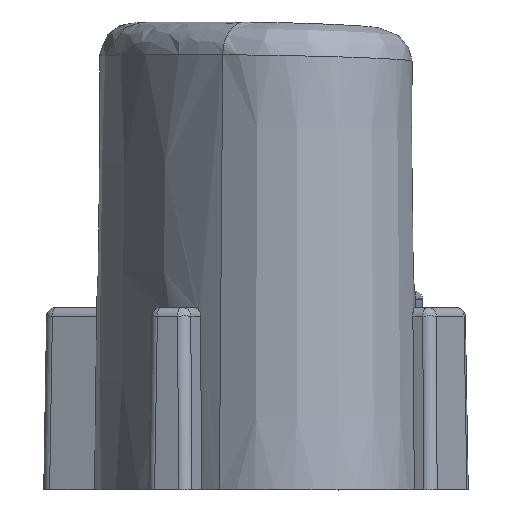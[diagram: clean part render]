
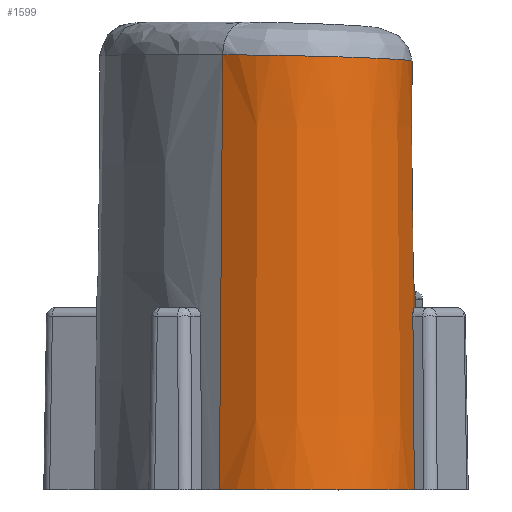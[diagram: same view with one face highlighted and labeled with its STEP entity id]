
A CAD part, left-side view. The second image highlights one B-rep face of the part: STEP entity #1599.
In plain terms, the highlighted conical face has half-angle 0.7 degrees and reference radius 3.65 mm.
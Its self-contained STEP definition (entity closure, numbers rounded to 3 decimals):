
#93=(
BOUNDED_CURVE()
B_SPLINE_CURVE(2,(#3100,#3101,#3102),.UNSPECIFIED.,.F.,.F.)
B_SPLINE_CURVE_WITH_KNOTS((3,3),(0.,0.525),.UNSPECIFIED.)
CURVE()
GEOMETRIC_REPRESENTATION_ITEM()
RATIONAL_B_SPLINE_CURVE((1.,1.,1.))
REPRESENTATION_ITEM('')
);
#157=LINE('',#3345,#229);
#169=LINE('',#3729,#241);
#229=VECTOR('',#2045,10.);
#241=VECTOR('',#2121,10.);
#259=CONICAL_SURFACE('',#1760,3.65,0.012);
#347=FACE_OUTER_BOUND('',#446,.T.);
#446=EDGE_LOOP('',(#1426,#1427,#1428,#1429,#1430,#1431,#1432,#1433,#1434,
#1435));
#501=B_SPLINE_CURVE_WITH_KNOTS('',3,(#3084,#3085,#3086,#3087,#3088,#3089,
#3090,#3091,#3092,#3093,#3094,#3095),.UNSPECIFIED.,.F.,.F.,(4,2,2,2,2,4),
(0.079,0.088,0.097,0.107,
0.118,0.118),.UNSPECIFIED.);
#504=B_SPLINE_CURVE_WITH_KNOTS('',3,(#3208,#3209,#3210,#3211),
 .UNSPECIFIED.,.F.,.F.,(4,4),(-0.601,-0.576),
 .UNSPECIFIED.);
#517=B_SPLINE_CURVE_WITH_KNOTS('',3,(#3593,#3594,#3595,#3596,#3597,#3598,
#3599,#3600),.UNSPECIFIED.,.F.,.F.,(4,1,1,1,1,4),(0.,0.099,
0.297,0.495,0.594,0.693),
 .UNSPECIFIED.);
#523=B_SPLINE_CURVE_WITH_KNOTS('',3,(#3735,#3736,#3737,#3738,#3739,#3740,
#3741),.UNSPECIFIED.,.F.,.F.,(4,1,1,1,4),(0.,0.064,0.106,
0.127,0.149),.UNSPECIFIED.);
#547=CIRCLE('',#1670,3.65);
#553=CIRCLE('',#1681,3.583);
#587=CIRCLE('',#1761,3.574);
#670=VERTEX_POINT('',#3018);
#671=VERTEX_POINT('',#3020);
#687=VERTEX_POINT('',#3060);
#689=VERTEX_POINT('',#3069);
#695=VERTEX_POINT('',#3083);
#702=VERTEX_POINT('',#3206);
#716=VERTEX_POINT('',#3344);
#735=VERTEX_POINT('',#3580);
#741=VERTEX_POINT('',#3728);
#743=VERTEX_POINT('',#3734);
#855=EDGE_CURVE('',#671,#670,#547,.T.);
#873=EDGE_CURVE('',#689,#687,#553,.T.);
#880=EDGE_CURVE('',#695,#689,#501,.T.);
#883=EDGE_CURVE('',#670,#695,#93,.T.);
#899=EDGE_CURVE('',#702,#687,#504,.T.);
#928=EDGE_CURVE('',#671,#716,#157,.T.);
#967=EDGE_CURVE('',#716,#735,#517,.T.);
#975=EDGE_CURVE('',#741,#735,#169,.F.);
#978=EDGE_CURVE('',#743,#702,#523,.T.);
#979=EDGE_CURVE('',#741,#743,#587,.T.);
#1426=ORIENTED_EDGE('',*,*,#873,.T.);
#1427=ORIENTED_EDGE('',*,*,#899,.F.);
#1428=ORIENTED_EDGE('',*,*,#978,.F.);
#1429=ORIENTED_EDGE('',*,*,#979,.F.);
#1430=ORIENTED_EDGE('',*,*,#975,.T.);
#1431=ORIENTED_EDGE('',*,*,#967,.F.);
#1432=ORIENTED_EDGE('',*,*,#928,.F.);
#1433=ORIENTED_EDGE('',*,*,#855,.T.);
#1434=ORIENTED_EDGE('',*,*,#883,.T.);
#1435=ORIENTED_EDGE('',*,*,#880,.T.);
#1599=ADVANCED_FACE('',(#347),#259,.T.);
#1670=AXIS2_PLACEMENT_3D('',#3021,#1903,#1904);
#1681=AXIS2_PLACEMENT_3D('',#3070,#1931,#1932);
#1760=AXIS2_PLACEMENT_3D('',#3733,#2125,#2126);
#1761=AXIS2_PLACEMENT_3D('',#3742,#2127,#2128);
#1903=DIRECTION('center_axis',(0.,0.,1.));
#1904=DIRECTION('ref_axis',(1.,0.,0.));
#1931=DIRECTION('center_axis',(0.,0.,1.));
#1932=DIRECTION('ref_axis',(1.,0.,0.));
#2045=DIRECTION('',(0.009,-0.008,1.));
#2121=DIRECTION('',(0.006,-0.011,-1.));
#2125=DIRECTION('center_axis',(0.,0.,-1.));
#2126=DIRECTION('ref_axis',(-0.767,-0.641,0.));
#2127=DIRECTION('center_axis',(0.,0.,-1.));
#2128=DIRECTION('ref_axis',(0.38,-0.925,0.));
#3018=CARTESIAN_POINT('',(32.7,9.576,0.));
#3020=CARTESIAN_POINT('',(30.737,15.463,0.));
#3021=CARTESIAN_POINT('Origin',(33.542,13.127,0.));
#3060=CARTESIAN_POINT('',(33.744,9.55,5.5));
#3069=CARTESIAN_POINT('',(33.063,9.577,5.5));
#3070=CARTESIAN_POINT('Origin',(33.542,13.127,5.5));
#3083=CARTESIAN_POINT('',(32.799,9.619,5.253));
#3084=CARTESIAN_POINT('Ctrl Pts',(32.799,9.619,5.253));
#3085=CARTESIAN_POINT('Ctrl Pts',(32.8,9.62,5.283));
#3086=CARTESIAN_POINT('Ctrl Pts',(32.807,9.619,5.315));
#3087=CARTESIAN_POINT('Ctrl Pts',(32.832,9.614,5.374));
#3088=CARTESIAN_POINT('Ctrl Pts',(32.851,9.61,5.402));
#3089=CARTESIAN_POINT('Ctrl Pts',(32.897,9.602,5.447));
#3090=CARTESIAN_POINT('Ctrl Pts',(32.927,9.597,5.467));
#3091=CARTESIAN_POINT('Ctrl Pts',(32.993,9.587,5.494));
#3092=CARTESIAN_POINT('Ctrl Pts',(33.029,9.581,5.5));
#3093=CARTESIAN_POINT('Ctrl Pts',(33.063,9.577,5.5));
#3094=CARTESIAN_POINT('Ctrl Pts',(33.063,9.577,5.5));
#3095=CARTESIAN_POINT('Ctrl Pts',(33.063,9.577,5.5));
#3100=CARTESIAN_POINT('Ctrl Pts',(32.7,9.576,0.));
#3101=CARTESIAN_POINT('Ctrl Pts',(32.75,9.597,2.66));
#3102=CARTESIAN_POINT('Ctrl Pts',(32.799,9.619,5.253));
#3206=CARTESIAN_POINT('',(33.733,9.553,5.747));
#3208=CARTESIAN_POINT('Ctrl Pts',(33.733,9.553,5.747));
#3209=CARTESIAN_POINT('Ctrl Pts',(33.737,9.552,5.665));
#3210=CARTESIAN_POINT('Ctrl Pts',(33.74,9.551,5.582));
#3211=CARTESIAN_POINT('Ctrl Pts',(33.744,9.55,5.5));
#3344=CARTESIAN_POINT('',(30.86,15.36,13.141));
#3345=CARTESIAN_POINT('',(30.737,15.463,0.));
#3580=CARTESIAN_POINT('',(35.265,10.09,12.912));
#3593=CARTESIAN_POINT('Ctrl Pts',(30.86,15.36,13.141));
#3594=CARTESIAN_POINT('Ctrl Pts',(30.564,15.005,13.139));
#3595=CARTESIAN_POINT('Ctrl Pts',(29.883,13.763,13.128));
#3596=CARTESIAN_POINT('Ctrl Pts',(30.135,11.273,13.071));
#3597=CARTESIAN_POINT('Ctrl Pts',(32.084,9.713,12.988));
#3598=CARTESIAN_POINT('Ctrl Pts',(33.967,9.57,12.934));
#3599=CARTESIAN_POINT('Ctrl Pts',(34.862,9.862,12.917));
#3600=CARTESIAN_POINT('Ctrl Pts',(35.265,10.09,12.912));
#3728=CARTESIAN_POINT('',(35.305,10.019,6.247));
#3729=CARTESIAN_POINT('',(35.343,9.953,0.));
#3733=CARTESIAN_POINT('Origin',(33.542,13.127,0.));
#3734=CARTESIAN_POINT('',(34.929,9.834,6.247));
#3735=CARTESIAN_POINT('Ctrl Pts',(34.929,9.834,6.247));
#3736=CARTESIAN_POINT('Ctrl Pts',(34.746,9.757,6.247));
#3737=CARTESIAN_POINT('Ctrl Pts',(34.432,9.654,6.198));
#3738=CARTESIAN_POINT('Ctrl Pts',(34.056,9.585,6.065));
#3739=CARTESIAN_POINT('Ctrl Pts',(33.827,9.56,5.932));
#3740=CARTESIAN_POINT('Ctrl Pts',(33.731,9.553,5.818));
#3741=CARTESIAN_POINT('Ctrl Pts',(33.733,9.553,5.747));
#3742=CARTESIAN_POINT('Origin',(33.542,13.127,6.247));
